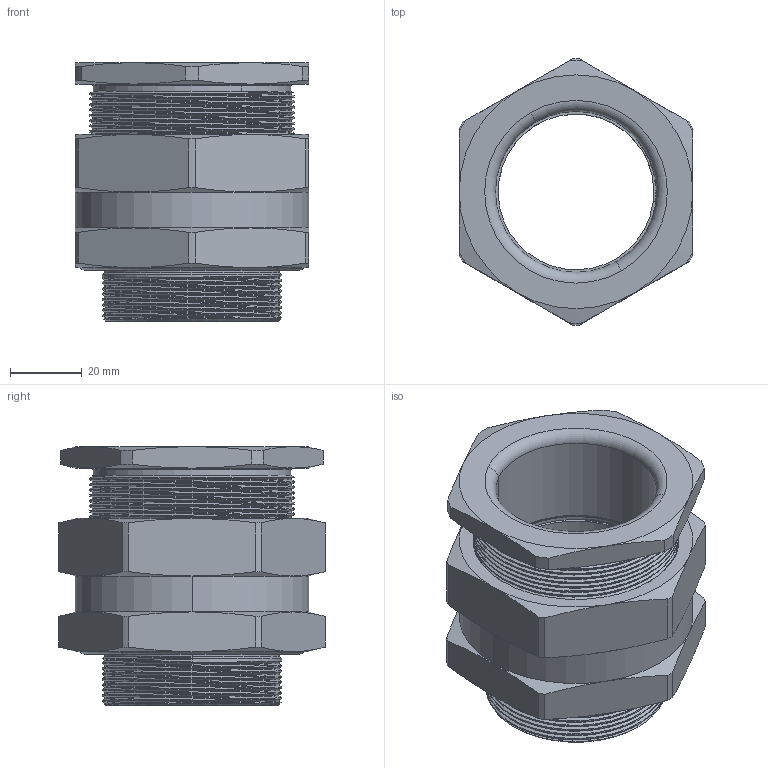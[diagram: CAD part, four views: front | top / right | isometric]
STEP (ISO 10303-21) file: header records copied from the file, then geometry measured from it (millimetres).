
FILE_DESCRIPTION (( 'STEP AP203' ), '1' );
FILE_NAME ('750A111696.STEP', '2020-11-10T06:21:02', ( '' ), ( '' ), 'SwSTEP 2.0', 'SolidWorks 2020', '' );
FILE_SCHEMA (( 'CONFIG_CONTROL_DESIGN' ));
Length unit declared in the file: millimetre
Products named in the file (6): 750A108459; 750A109771; O-Ring for M50_Juks; 750A110628; 750A111696; 750A107276
Assembly tree (5 placements, depth 2):
  750A111696
    750A108459
    750A110628
    750A109771
    750A107276
    O-Ring for M50_Juks
Bounding box: 65 x 74.05 x 72 mm (x, y, z)
Volume: 105193.1 mm3; surface area: 54821.6 mm2
Topology: 5 solids, 5 shells, 598 faces, 1588 edges, 1036 vertices
Faces by surface type: cylinder 186, plane 180, bspline 168, cone 54, torus 10
Entity records: 32100 total; most frequent: CARTESIAN_POINT 18654, ORIENTED_EDGE 3176, DIRECTION 1920, EDGE_CURVE 1588, VERTEX_POINT 1036, VECTOR 730, LINE 730, EDGE_LOOP 644
